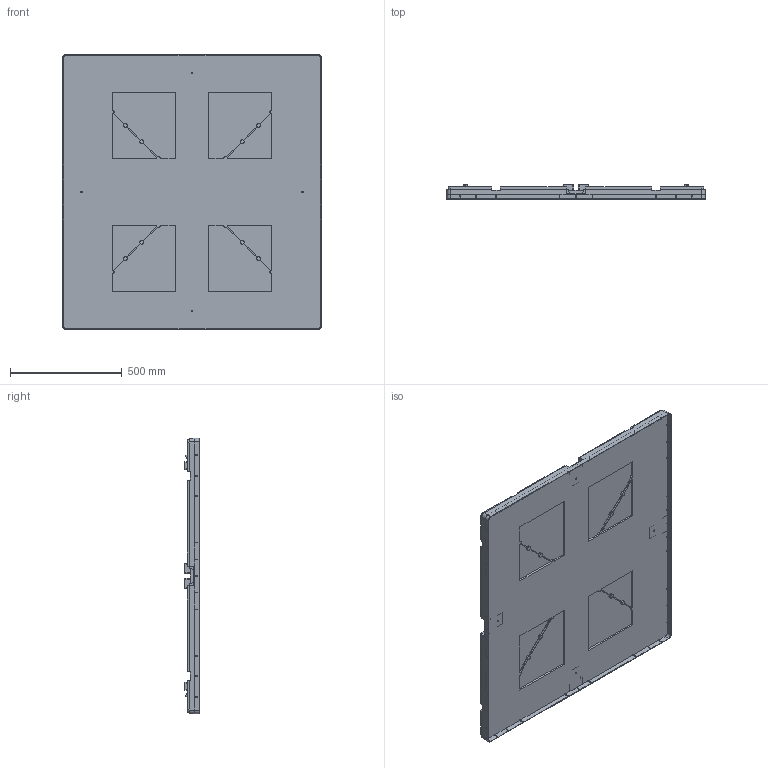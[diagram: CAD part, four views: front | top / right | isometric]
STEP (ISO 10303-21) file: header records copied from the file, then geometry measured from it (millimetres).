
FILE_DESCRIPTION((''),'2;1');
FILE_NAME('159053SM','2022-06-29T15:34:14',('SYSTEM'),(''),'CREO PARAMETRIC BY PTC INC, 2020281','CREO PARAMETRIC BY PTC INC, 2020281','');
FILE_SCHEMA(('CONFIG_CONTROL_DESIGN'));
Length unit declared in the file: inch
Products named in the file (1): 159053SM
Bounding box: 1159.03 x 63.88 x 1235.23 mm (x, y, z)
Volume: 28542877.2 mm3; surface area: 3390276.8 mm2
Topology: 1 solids, 1 shells, 761 faces, 2210 edges, 1650 vertices
Faces by surface type: plane 537, extrusion 104, cylinder 64, cone 40, bspline 16
Entity records: 27187 total; most frequent: CARTESIAN_POINT 7985, ORIENTED_EDGE 4268, DIRECTION 3268, EDGE_CURVE 2134, VECTOR 1818, LINE 1714, VERTEX_POINT 1412, EDGE_LOOP 806
